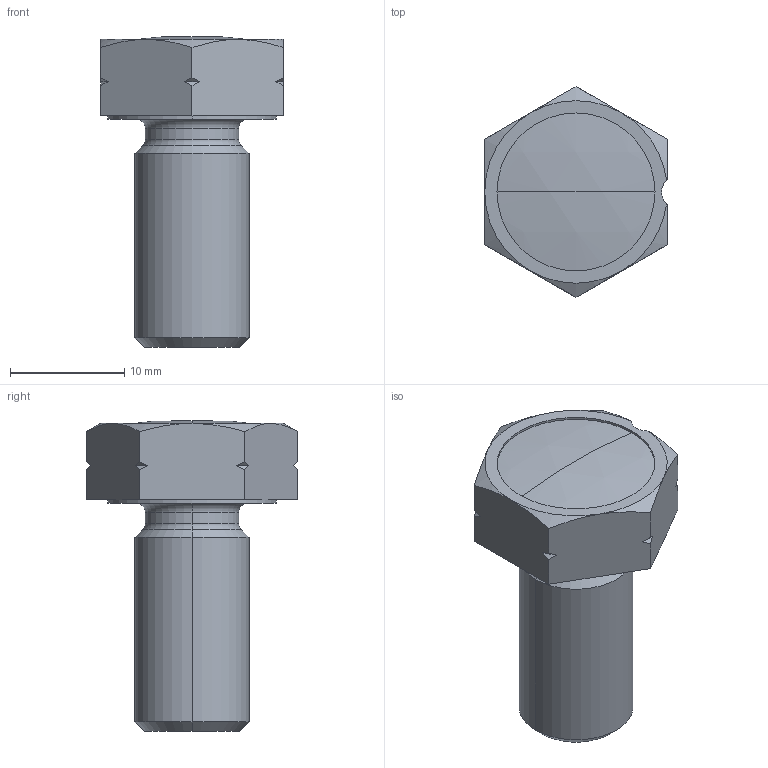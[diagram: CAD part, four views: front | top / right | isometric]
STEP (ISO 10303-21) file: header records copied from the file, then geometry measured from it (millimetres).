
FILE_DESCRIPTION (( 'STEP AP214' ), '1' );
FILE_NAME ('Z-RFC-P28 400108462.STEP', '2023-01-09T14:22:38', ( '' ), ( '' ), 'SwSTEP 2.0', 'SolidWorks 2020', '' );
FILE_SCHEMA (( 'AUTOMOTIVE_DESIGN' ));
Length unit declared in the file: millimetre
Products named in the file (4): 900077001_000; 900033956_000; 900127922_000_Markierung Typ LH; Z-RFC-P28 400108462
Assembly tree (3 placements, depth 2):
  Z-RFC-P28 400108462
    900127922_000_Markierung Typ LH
    900033956_000
    900077001_000
Bounding box: 16 x 18.48 x 27.24 mm (x, y, z)
Volume: 3022.4 mm3; surface area: 2562.7 mm2
Topology: 4 solids, 4 shells, 69 faces, 152 edges, 95 vertices
Faces by surface type: cone 22, plane 22, cylinder 17, torus 6, sphere 2
Entity records: 2282 total; most frequent: CARTESIAN_POINT 468, DIRECTION 325, ORIENTED_EDGE 304, EDGE_CURVE 152, AXIS2_PLACEMENT_3D 136, VERTEX_POINT 95, EDGE_LOOP 73, ADVANCED_FACE 69
